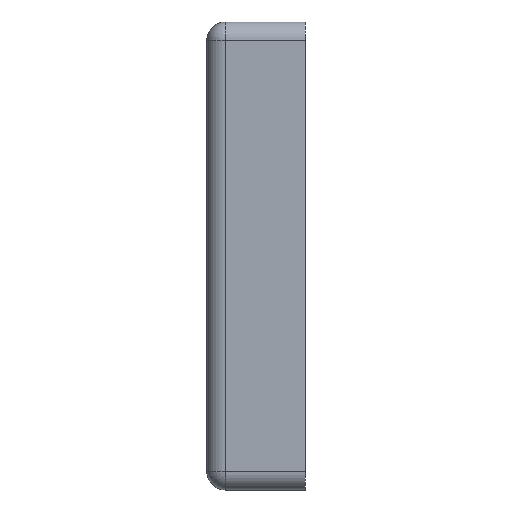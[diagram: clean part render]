
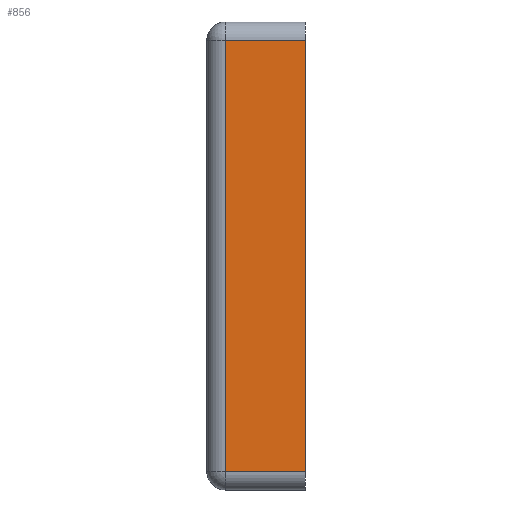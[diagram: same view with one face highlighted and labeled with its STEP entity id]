
A CAD part, left-side view. The second image highlights one B-rep face of the part: STEP entity #856.
In plain terms, the highlighted planar face has unit normal (-1, 0, 0).
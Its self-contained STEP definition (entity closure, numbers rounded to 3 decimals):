
#31=PLANE('',#940);
#61=LINE('',#1368,#131);
#63=LINE('',#1384,#133);
#65=LINE('',#1390,#135);
#66=LINE('',#1391,#136);
#131=VECTOR('',#1088,10.);
#133=VECTOR('',#1112,10.);
#135=VECTOR('',#1118,10.);
#136=VECTOR('',#1119,10.);
#229=FACE_OUTER_BOUND('',#283,.T.);
#283=EDGE_LOOP('',(#658,#659,#660,#661));
#404=VERTEX_POINT('',#1365);
#405=VERTEX_POINT('',#1367);
#408=VERTEX_POINT('',#1383);
#410=VERTEX_POINT('',#1389);
#492=EDGE_CURVE('',#404,#405,#61,.T.);
#500=EDGE_CURVE('',#405,#408,#63,.T.);
#503=EDGE_CURVE('',#410,#404,#65,.T.);
#504=EDGE_CURVE('',#408,#410,#66,.T.);
#658=ORIENTED_EDGE('',*,*,#492,.F.);
#659=ORIENTED_EDGE('',*,*,#503,.F.);
#660=ORIENTED_EDGE('',*,*,#504,.F.);
#661=ORIENTED_EDGE('',*,*,#500,.F.);
#856=ADVANCED_FACE('',(#229),#31,.T.);
#940=AXIS2_PLACEMENT_3D('',#1388,#1116,#1117);
#1088=DIRECTION('',(0.,0.,1.));
#1112=DIRECTION('',(0.,-1.,0.));
#1116=DIRECTION('center_axis',(-1.,0.,0.));
#1117=DIRECTION('ref_axis',(0.,0.,1.));
#1118=DIRECTION('',(0.,1.,0.));
#1119=DIRECTION('',(0.,0.,-1.));
#1365=CARTESIAN_POINT('',(-4.,7.,-1.));
#1367=CARTESIAN_POINT('',(-4.,7.,69.));
#1368=CARTESIAN_POINT('',(-4.,7.,15.));
#1383=CARTESIAN_POINT('',(-4.,-6.,69.));
#1384=CARTESIAN_POINT('',(-4.,8.,69.));
#1388=CARTESIAN_POINT('Origin',(-4.,8.,-4.));
#1389=CARTESIAN_POINT('',(-4.,-6.,-1.));
#1390=CARTESIAN_POINT('',(-4.,8.,-1.));
#1391=CARTESIAN_POINT('',(-4.,-6.,-4.));
